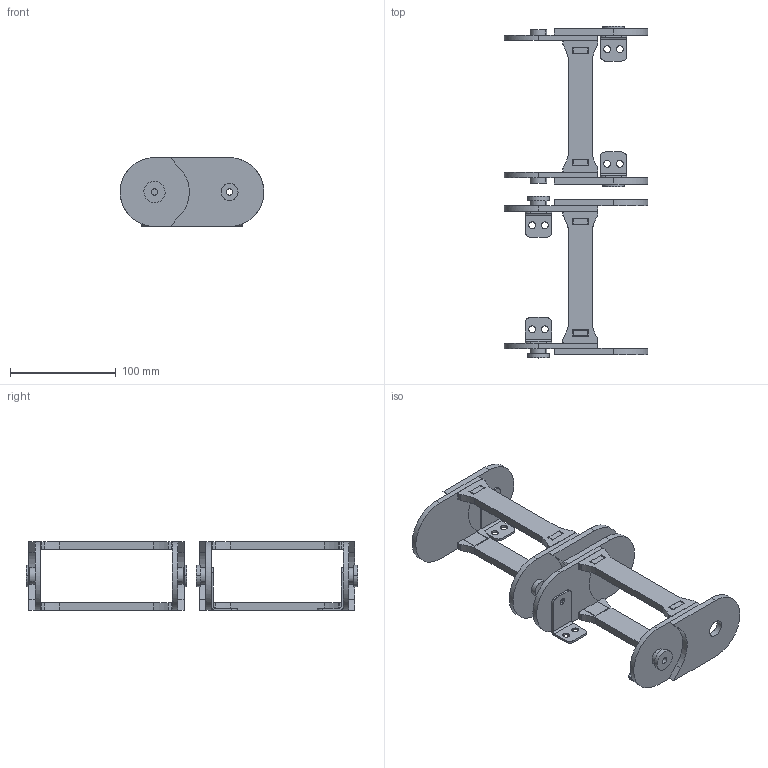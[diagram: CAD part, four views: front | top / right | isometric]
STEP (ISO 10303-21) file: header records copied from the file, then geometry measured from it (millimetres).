
FILE_DESCRIPTION(/* description */ (''),/* implementation_level */ '2;1');
FILE_NAME(/* name */ 'PO4EAD~1',/* time_stamp */ '2023-07-12T15:52:47-03:00',/* author */ (''),/* organization */ (''),/* preprocessor_version */ 'ST-DEVELOPER v15',/* originating_system */ '',/* authorisation */ '');
FILE_SCHEMA (('AUTOMOTIVE_DESIGN'));
Length unit declared in the file: millimetre
Products named in the file (3): Document; Pea; Pea4
Assembly tree (4 placements, depth 2):
  Document
    Pea  x2
    Pea4  x2
Bounding box: 135.99 x 314.18 x 65 mm (x, y, z)
Volume: 298040 mm3; surface area: 130412.6 mm2
Topology: 12 solids, 12 shells, 404 faces, 1048 edges, 692 vertices
Faces by surface type: plane 258, bspline 146
Entity records: 10635 total; most frequent: CARTESIAN_POINT 4542, ORIENTED_EDGE 1880, EDGE_CURVE 940, VERTEX_POINT 620, B_SPLINE_CURVE_WITH_KNOTS 518, EDGE_LOOP 420, ADVANCED_FACE 364, FACE_OUTER_BOUND 364
